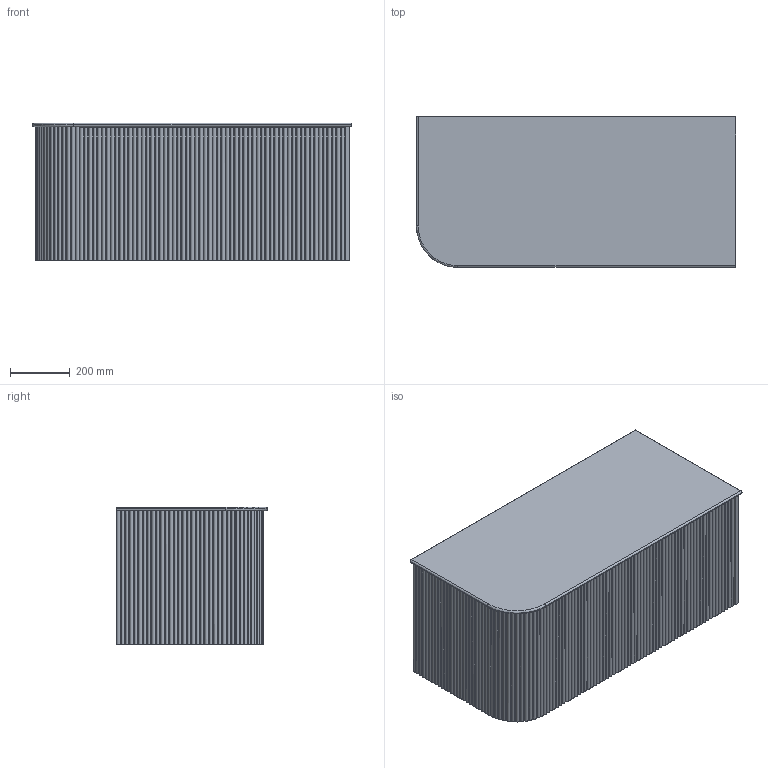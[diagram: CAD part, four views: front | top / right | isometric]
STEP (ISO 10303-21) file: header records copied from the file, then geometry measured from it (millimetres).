
FILE_DESCRIPTION(/* description */ (''),/* implementation_level */ '2;1');
FILE_NAME(/* name */ 'Kado Neue Fluted Single Curve 1050 (12MM)',/* time_stamp */ '2025-07-09T15:06:14+10:00',/* author */ (''),/* organization */ (''),/* preprocessor_version */ 'ST-DEVELOPER v16.5',/* originating_system */ '',/* authorisation */ '');
FILE_SCHEMA (('AUTOMOTIVE_DESIGN'));
Length unit declared in the file: millimetre
Products named in the file (13): Document; Kado Neue Fluted Single Curve 900 (12MM); Kado Neue Fluted Single Curve ALL; Kado Neue Fluted Single Curve 1050; Kado Neue Fluted End4567; Kado Neue Fluted Panel 44318; Kado Neue Fluted Panel 443111213141516; Kado Neue Fluted Carcass 12002; Kado Neue Fluted Filler; Kado Neue Fluted Single Curve ALL Benchtops; Kado Neue Fluted Single Curve Benchtop (12MM) ALL; Kado Neue Fluted Single Curve 1050 Benchtop (12MM)17; Kado Neue Fluted Single Curve 1050 Benchtop (12MM)
Assembly tree (13 placements, depth 6):
  Document
    Kado Neue Fluted Single Curve 900 (12MM)
      Kado Neue Fluted Single Curve ALL
        Kado Neue Fluted Single Curve 1050
          Kado Neue Fluted End4567
          Kado Neue Fluted Panel 44318  x2
            Kado Neue Fluted Panel 443111213141516
          Kado Neue Fluted Carcass 12002
          Kado Neue Fluted Filler
      Kado Neue Fluted Single Curve ALL Benchtops
        Kado Neue Fluted Single Curve Benchtop (12MM) ALL
          Kado Neue Fluted Single Curve 1050 Benchtop (12MM)17
            Kado Neue Fluted Single Curve 1050 Benchtop (12MM)
Bounding box: 1071 x 506.05 x 462 mm (x, y, z)
Volume: 68024661.4 mm3; surface area: 6511673.7 mm2
Topology: 11 solids, 11 shells, 481 faces, 1365 edges, 904 vertices
Faces by surface type: cylinder 311, plane 162, bspline 8
Entity records: 11254 total; most frequent: CARTESIAN_POINT 4359, ORIENTED_EDGE 2006, EDGE_CURVE 1003, VERTEX_POINT 664, B_SPLINE_CURVE_WITH_KNOTS 548, DIRECTION 413, AXIS2_PLACEMENT_3D 382, ADVANCED_FACE 359
